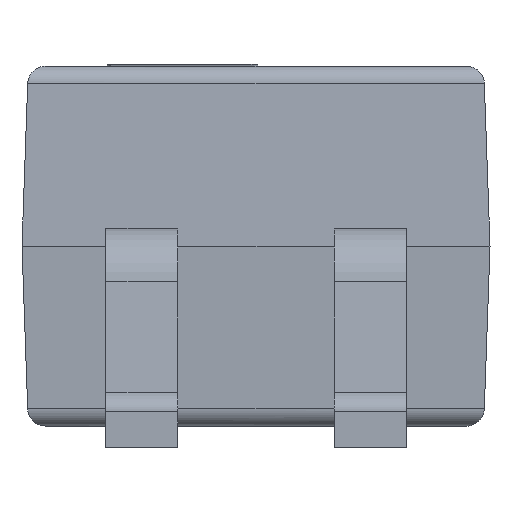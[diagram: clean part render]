
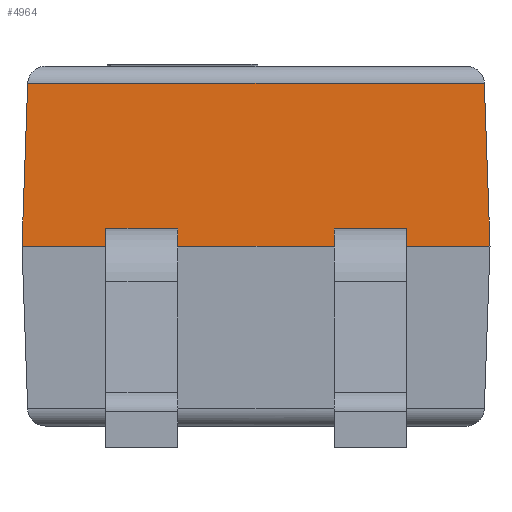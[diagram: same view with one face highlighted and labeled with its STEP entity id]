
A CAD part, left-side view. The second image highlights one B-rep face of the part: STEP entity #4964.
In plain terms, the highlighted planar face has unit normal (-0.999, 0, 0.035).
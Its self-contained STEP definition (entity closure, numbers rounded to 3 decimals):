
#239 = DIRECTION ( 'NONE',  ( 0., -1., 0. ) ) ;
#335 = CARTESIAN_POINT ( 'NONE',  ( 0.003, 0.465, 1.1 ) ) ;
#448 = EDGE_CURVE ( 'NONE', #4261, #1595, #5245, .T. ) ;
#515 = CARTESIAN_POINT ( 'NONE',  ( 0.035, 0.465, 2. ) ) ;
#567 = EDGE_CURVE ( 'NONE', #748, #1595, #4574, .T. ) ;
#576 = DIRECTION ( 'NONE',  ( -0.035, 0.035, -0.999 ) ) ;
#582 = LINE ( 'NONE', #4983, #3930 ) ;
#657 = DIRECTION ( 'NONE',  ( 0.035, 0., 0.999 ) ) ;
#731 = CARTESIAN_POINT ( 'NONE',  ( 0.032, 0.032, 1.903 ) ) ;
#748 = VERTEX_POINT ( 'NONE', #2535 ) ;
#798 = CARTESIAN_POINT ( 'NONE',  ( 0., 0.465, 1. ) ) ;
#816 = CARTESIAN_POINT ( 'NONE',  ( 0., 2.6, 1. ) ) ;
#818 = CARTESIAN_POINT ( 'NONE',  ( 0.032, 2.565, 1.903 ) ) ;
#866 = PLANE ( 'NONE',  #4203 ) ;
#873 = VECTOR ( 'NONE', #3302, 1000. ) ;
#882 = LINE ( 'NONE', #515, #2413 ) ;
#958 = VERTEX_POINT ( 'NONE', #3951 ) ;
#1055 = CARTESIAN_POINT ( 'NONE',  ( 0.003, 0., 1.1 ) ) ;
#1172 = CARTESIAN_POINT ( 'NONE',  ( 0.035, 0.035, 1.999 ) ) ;
#1224 = CARTESIAN_POINT ( 'NONE',  ( 0., 2.6, 1. ) ) ;
#1384 = CARTESIAN_POINT ( 'NONE',  ( 0.035, 2.565, 1.999 ) ) ;
#1396 = VERTEX_POINT ( 'NONE', #4861 ) ;
#1559 = LINE ( 'NONE', #1172, #3343 ) ;
#1567 = EDGE_CURVE ( 'NONE', #3411, #3305, #1559, .T. ) ;
#1595 = VERTEX_POINT ( 'NONE', #3643 ) ;
#1629 = FACE_OUTER_BOUND ( 'NONE', #3985, .T. ) ;
#1679 = DIRECTION ( 'NONE',  ( 0.999, 0., -0.035 ) ) ;
#1823 = ORIENTED_EDGE ( 'NONE', *, *, #1567, .F. ) ;
#1884 = LINE ( 'NONE', #4706, #4260 ) ;
#1896 = ORIENTED_EDGE ( 'NONE', *, *, #3034, .F. ) ;
#1936 = EDGE_CURVE ( 'NONE', #4855, #3956, #882, .T. ) ;
#1942 = DIRECTION ( 'NONE',  ( 0., 1., 0. ) ) ;
#1987 = CARTESIAN_POINT ( 'NONE',  ( 0.035, 0.865, 2. ) ) ;
#1990 = DIRECTION ( 'NONE',  ( -0.035, -0.035, -0.999 ) ) ;
#2251 = CARTESIAN_POINT ( 'NONE',  ( 0.035, 1.735, 2. ) ) ;
#2274 = DIRECTION ( 'NONE',  ( 0., -1., 0. ) ) ;
#2385 = ORIENTED_EDGE ( 'NONE', *, *, #2858, .T. ) ;
#2413 = VECTOR ( 'NONE', #4553, 1000. ) ;
#2463 = ORIENTED_EDGE ( 'NONE', *, *, #3099, .T. ) ;
#2535 = CARTESIAN_POINT ( 'NONE',  ( 0.003, 1.735, 1.1 ) ) ;
#2619 = ORIENTED_EDGE ( 'NONE', *, *, #4151, .T. ) ;
#2634 = VECTOR ( 'NONE', #576, 1000. ) ;
#2649 = EDGE_CURVE ( 'NONE', #3944, #1396, #5027, .T. ) ;
#2675 = ORIENTED_EDGE ( 'NONE', *, *, #2649, .T. ) ;
#2680 = DIRECTION ( 'NONE',  ( -0.035, 0., -0.999 ) ) ;
#2719 = VECTOR ( 'NONE', #2274, 1000. ) ;
#2760 = LINE ( 'NONE', #818, #4115 ) ;
#2844 = LINE ( 'NONE', #4473, #873 ) ;
#2858 = EDGE_CURVE ( 'NONE', #4757, #748, #3520, .T. ) ;
#2941 = DIRECTION ( 'NONE',  ( 0., -1., 0. ) ) ;
#3034 = EDGE_CURVE ( 'NONE', #3305, #3956, #4464, .T. ) ;
#3053 = CARTESIAN_POINT ( 'NONE',  ( 0., 0.865, 1. ) ) ;
#3086 = CARTESIAN_POINT ( 'NONE',  ( 0.003, 2.135, 1.1 ) ) ;
#3099 = EDGE_CURVE ( 'NONE', #4438, #4757, #582, .T. ) ;
#3201 = DIRECTION ( 'NONE',  ( 0., 1., 0. ) ) ;
#3217 = DIRECTION ( 'NONE',  ( 0., 1., 0. ) ) ;
#3238 = EDGE_CURVE ( 'NONE', #958, #4855, #1884, .T. ) ;
#3247 = VECTOR ( 'NONE', #3201, 1000. ) ;
#3302 = DIRECTION ( 'NONE',  ( 0., 1., 0. ) ) ;
#3305 = VERTEX_POINT ( 'NONE', #3473 ) ;
#3343 = VECTOR ( 'NONE', #1990, 1000. ) ;
#3381 = EDGE_CURVE ( 'NONE', #4438, #1396, #2844, .T. ) ;
#3411 = VERTEX_POINT ( 'NONE', #731 ) ;
#3473 = CARTESIAN_POINT ( 'NONE',  ( 0., 0., 1. ) ) ;
#3489 = ORIENTED_EDGE ( 'NONE', *, *, #1936, .T. ) ;
#3520 = LINE ( 'NONE', #1055, #2719 ) ;
#3527 = CARTESIAN_POINT ( 'NONE',  ( 0.032, 2.568, 1.903 ) ) ;
#3537 = ORIENTED_EDGE ( 'NONE', *, *, #4311, .T. ) ;
#3589 = VECTOR ( 'NONE', #3217, 1000. ) ;
#3643 = CARTESIAN_POINT ( 'NONE',  ( 0., 1.735, 1. ) ) ;
#3747 = CARTESIAN_POINT ( 'NONE',  ( 0.035, 0., 2. ) ) ;
#3870 = CARTESIAN_POINT ( 'NONE',  ( 0., 2.135, 1. ) ) ;
#3930 = VECTOR ( 'NONE', #5056, 1000. ) ;
#3944 = VERTEX_POINT ( 'NONE', #3527 ) ;
#3951 = CARTESIAN_POINT ( 'NONE',  ( 0.003, 0.865, 1.1 ) ) ;
#3956 = VERTEX_POINT ( 'NONE', #798 ) ;
#3962 = ORIENTED_EDGE ( 'NONE', *, *, #3238, .T. ) ;
#3985 = EDGE_LOOP ( 'NONE', ( #1823, #2619, #2675, #4436, #2463, #2385, #4817, #4068, #3537, #3962, #3489, #1896 ) ) ;
#4005 = VECTOR ( 'NONE', #2680, 1000. ) ;
#4068 = ORIENTED_EDGE ( 'NONE', *, *, #448, .F. ) ;
#4115 = VECTOR ( 'NONE', #1942, 1000. ) ;
#4151 = EDGE_CURVE ( 'NONE', #3411, #3944, #2760, .T. ) ;
#4203 = AXIS2_PLACEMENT_3D ( 'NONE', #3747, #1679, #2941 ) ;
#4260 = VECTOR ( 'NONE', #239, 1000. ) ;
#4261 = VERTEX_POINT ( 'NONE', #3053 ) ;
#4311 = EDGE_CURVE ( 'NONE', #4261, #958, #4785, .T. ) ;
#4436 = ORIENTED_EDGE ( 'NONE', *, *, #3381, .F. ) ;
#4438 = VERTEX_POINT ( 'NONE', #3870 ) ;
#4464 = LINE ( 'NONE', #816, #3247 ) ;
#4473 = CARTESIAN_POINT ( 'NONE',  ( 0., 2.6, 1. ) ) ;
#4553 = DIRECTION ( 'NONE',  ( -0.035, 0., -0.999 ) ) ;
#4574 = LINE ( 'NONE', #2251, #4005 ) ;
#4706 = CARTESIAN_POINT ( 'NONE',  ( 0.003, 0., 1.1 ) ) ;
#4757 = VERTEX_POINT ( 'NONE', #3086 ) ;
#4785 = LINE ( 'NONE', #1987, #5231 ) ;
#4817 = ORIENTED_EDGE ( 'NONE', *, *, #567, .T. ) ;
#4855 = VERTEX_POINT ( 'NONE', #335 ) ;
#4861 = CARTESIAN_POINT ( 'NONE',  ( 0., 2.6, 1. ) ) ;
#4964 = ADVANCED_FACE ( 'NONE', ( #1629 ), #866, .F. ) ;
#4983 = CARTESIAN_POINT ( 'NONE',  ( 0.035, 2.135, 2. ) ) ;
#5027 = LINE ( 'NONE', #1384, #2634 ) ;
#5056 = DIRECTION ( 'NONE',  ( 0.035, 0., 0.999 ) ) ;
#5231 = VECTOR ( 'NONE', #657, 1000. ) ;
#5245 = LINE ( 'NONE', #1224, #3589 ) ;
